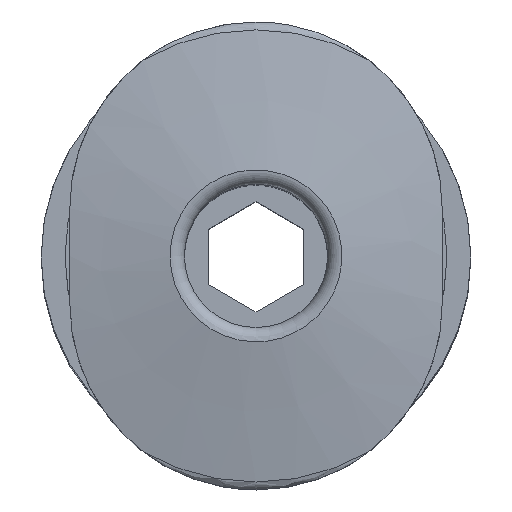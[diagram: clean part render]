
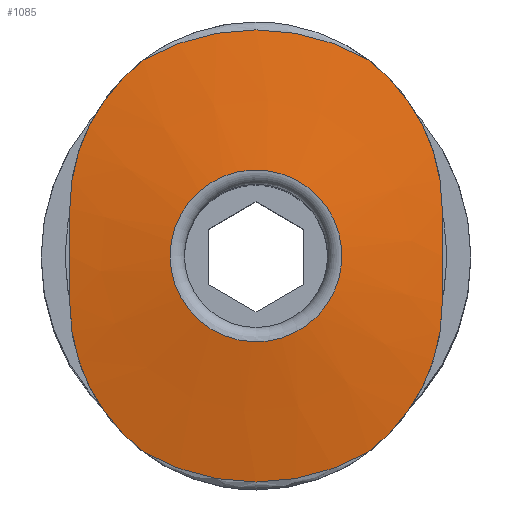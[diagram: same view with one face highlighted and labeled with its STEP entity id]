
A CAD part, top view. The second image highlights one B-rep face of the part: STEP entity #1085.
In plain terms, the highlighted conical face has half-angle 80 degrees and reference radius 1.8 mm.
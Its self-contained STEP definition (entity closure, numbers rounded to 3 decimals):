
#941=CONICAL_SURFACE('',#4166,1.8,80.);
#1085=ADVANCED_FACE('',(#1352,#1353),#941,.T.);
#1352=FACE_BOUND('',#1453,.T.);
#1353=FACE_BOUND('',#1454,.T.);
#1453=EDGE_LOOP('',(#1733,#1734,#1735,#1736,#1737,#1738,#1739,#1740));
#1454=EDGE_LOOP('',(#1741));
#1733=ORIENTED_EDGE('',*,*,#2603,.F.);
#1734=ORIENTED_EDGE('',*,*,#2585,.F.);
#1735=ORIENTED_EDGE('',*,*,#2604,.F.);
#1736=ORIENTED_EDGE('',*,*,#2595,.F.);
#1737=ORIENTED_EDGE('',*,*,#2599,.F.);
#1738=ORIENTED_EDGE('',*,*,#2592,.F.);
#1739=ORIENTED_EDGE('',*,*,#2605,.F.);
#1740=ORIENTED_EDGE('',*,*,#2588,.F.);
#1741=ORIENTED_EDGE('',*,*,#2606,.T.);
#2356=VERTEX_POINT('',#5545);
#2357=VERTEX_POINT('',#5546);
#2359=VERTEX_POINT('',#5571);
#2360=VERTEX_POINT('',#5576);
#2363=VERTEX_POINT('',#5587);
#2364=VERTEX_POINT('',#5588);
#2366=VERTEX_POINT('',#5613);
#2367=VERTEX_POINT('',#5618);
#2371=VERTEX_POINT('',#5643);
#2585=EDGE_CURVE('',#2356,#2357,#2849,.T.);
#2588=EDGE_CURVE('',#2359,#2360,#2852,.T.);
#2592=EDGE_CURVE('',#2363,#2364,#2853,.T.);
#2595=EDGE_CURVE('',#2366,#2367,#2856,.T.);
#2599=EDGE_CURVE('',#2364,#2366,#2887,.T.);
#2603=EDGE_CURVE('',#2357,#2359,#2889,.T.);
#2604=EDGE_CURVE('',#2367,#2356,#2857,.T.);
#2605=EDGE_CURVE('',#2360,#2363,#2858,.T.);
#2606=EDGE_CURVE('',#2371,#2371,#2890,.T.);
#2849=B_SPLINE_CURVE_WITH_KNOTS('',3,(#5541,#5542,#5543,#5544),
 .UNSPECIFIED.,.F.,.F.,(4,4),(0.,1.),.UNSPECIFIED.);
#2852=B_SPLINE_CURVE_WITH_KNOTS('',3,(#5572,#5573,#5574,#5575),
 .UNSPECIFIED.,.F.,.F.,(4,4),(0.,1.),.UNSPECIFIED.);
#2853=B_SPLINE_CURVE_WITH_KNOTS('',3,(#5583,#5584,#5585,#5586),
 .UNSPECIFIED.,.F.,.F.,(4,4),(0.,1.),.UNSPECIFIED.);
#2856=B_SPLINE_CURVE_WITH_KNOTS('',3,(#5614,#5615,#5616,#5617),
 .UNSPECIFIED.,.F.,.F.,(4,4),(0.,1.),.UNSPECIFIED.);
#2857=B_SPLINE_CURVE_WITH_KNOTS('',3,(#5634,#5635,#5636,#5637),
 .UNSPECIFIED.,.F.,.F.,(4,4),(0.,1.),.UNSPECIFIED.);
#2858=B_SPLINE_CURVE_WITH_KNOTS('',3,(#5638,#5639,#5640,#5641),
 .UNSPECIFIED.,.F.,.F.,(4,4),(0.,1.),.UNSPECIFIED.);
#2887=CIRCLE('',#4159,4.735);
#2889=CIRCLE('',#4163,4.735);
#2890=CIRCLE('',#4165,1.8);
#4159=AXIS2_PLACEMENT_3D('',#5625,#4513,#4514);
#4163=AXIS2_PLACEMENT_3D('',#5632,#4523,#4524);
#4165=AXIS2_PLACEMENT_3D('',#5642,#4527,#4528);
#4166=AXIS2_PLACEMENT_3D('',#5644,#4529,#4530);
#4513=DIRECTION('',(0.,0.,-1.));
#4514=DIRECTION('',(-1.,0.,0.));
#4523=DIRECTION('',(0.,0.,-1.));
#4524=DIRECTION('',(-1.,0.,0.));
#4527=DIRECTION('',(0.,0.,-1.));
#4528=DIRECTION('',(-1.,0.,0.));
#4529=DIRECTION('',(0.,0.,-1.));
#4530=DIRECTION('',(1.,0.,0.));
#5541=CARTESIAN_POINT('',(-3.9,1.,43.307));
#5542=CARTESIAN_POINT('',(-3.9,2.206,43.255));
#5543=CARTESIAN_POINT('',(-3.322,3.373,43.21));
#5544=CARTESIAN_POINT('',(-2.361,4.104,43.183));
#5545=CARTESIAN_POINT('',(-3.9,1.,43.307));
#5546=CARTESIAN_POINT('',(-2.361,4.104,43.183));
#5571=CARTESIAN_POINT('',(2.361,4.104,43.183));
#5572=CARTESIAN_POINT('',(2.361,4.104,43.183));
#5573=CARTESIAN_POINT('',(3.322,3.373,43.21));
#5574=CARTESIAN_POINT('',(3.9,2.206,43.255));
#5575=CARTESIAN_POINT('',(3.9,1.,43.307));
#5576=CARTESIAN_POINT('',(3.9,1.,43.307));
#5583=CARTESIAN_POINT('',(3.9,-1.,43.307));
#5584=CARTESIAN_POINT('',(3.9,-2.206,43.255));
#5585=CARTESIAN_POINT('',(3.322,-3.373,43.21));
#5586=CARTESIAN_POINT('',(2.361,-4.104,43.183));
#5587=CARTESIAN_POINT('',(3.9,-1.,43.307));
#5588=CARTESIAN_POINT('',(2.361,-4.104,43.183));
#5613=CARTESIAN_POINT('',(-2.361,-4.104,43.183));
#5614=CARTESIAN_POINT('',(-2.361,-4.104,43.183));
#5615=CARTESIAN_POINT('',(-3.322,-3.373,43.21));
#5616=CARTESIAN_POINT('',(-3.9,-2.206,43.255));
#5617=CARTESIAN_POINT('',(-3.9,-1.,43.307));
#5618=CARTESIAN_POINT('',(-3.9,-1.,43.307));
#5625=CARTESIAN_POINT('',(0.,0.,43.183));
#5632=CARTESIAN_POINT('',(0.,0.,43.183));
#5634=CARTESIAN_POINT('',(-3.9,-1.,43.307));
#5635=CARTESIAN_POINT('',(-3.9,-0.334,43.337));
#5636=CARTESIAN_POINT('',(-3.9,0.334,43.337));
#5637=CARTESIAN_POINT('',(-3.9,1.,43.307));
#5638=CARTESIAN_POINT('',(3.9,1.,43.307));
#5639=CARTESIAN_POINT('',(3.9,0.334,43.337));
#5640=CARTESIAN_POINT('',(3.9,-0.334,43.337));
#5641=CARTESIAN_POINT('',(3.9,-1.,43.307));
#5642=CARTESIAN_POINT('',(0.,0.,43.7));
#5643=CARTESIAN_POINT('',(-1.8,0.,43.7));
#5644=CARTESIAN_POINT('',(0.,0.,43.7));
